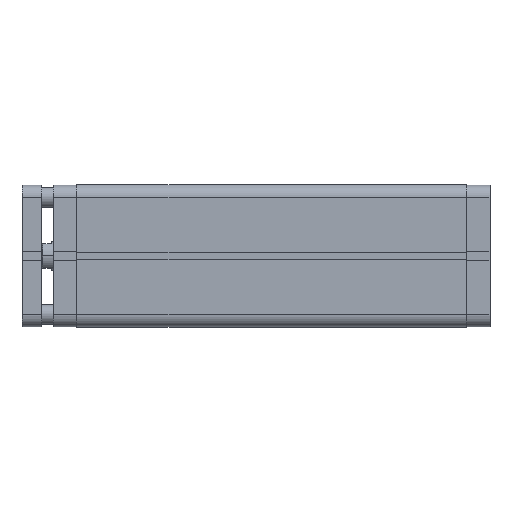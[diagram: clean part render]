
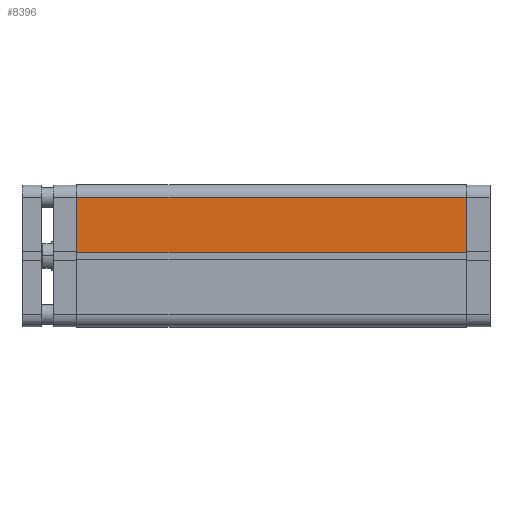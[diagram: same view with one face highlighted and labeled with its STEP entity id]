
A CAD part, top view. The second image highlights one B-rep face of the part: STEP entity #8396.
In plain terms, the highlighted face is planar.
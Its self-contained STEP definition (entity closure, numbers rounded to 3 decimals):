
#196 = VERTEX_POINT ( 'NONE', #6100 ) ;
#227 = VERTEX_POINT ( 'NONE', #6132 ) ;
#228 = VERTEX_POINT ( 'NONE', #6133 ) ;
#230 = VERTEX_POINT ( 'NONE', #6135 ) ;
#1404 = CARTESIAN_POINT ( 'NONE',  ( -41., 50., 273.5 ) ) ;
#1405 = PLANE ( 'NONE',  #5629 ) ;
#1407 = DIRECTION ( 'NONE',  ( 0., -1., 0. ) ) ;
#1408 = DIRECTION ( 'NONE',  ( 1., 0., 0. ) ) ;
#3154 = ORIENTED_EDGE ( 'NONE', *, *, #4775, .T. ) ;
#3155 = ORIENTED_EDGE ( 'NONE', *, *, #4630, .F. ) ;
#3156 = ORIENTED_EDGE ( 'NONE', *, *, #4724, .F. ) ;
#3157 = ORIENTED_EDGE ( 'NONE', *, *, #4646, .T. ) ;
#3964 = LINE ( 'NONE', #6709, #3965 ) ;
#3965 = VECTOR ( 'NONE', #6710, 1000. ) ;
#3972 = VECTOR ( 'NONE', #6745, 1000. ) ;
#3980 = LINE ( 'NONE', #6737, #3972 ) ;
#4045 = LINE ( 'NONE', #6825, #4046 ) ;
#4046 = VECTOR ( 'NONE', #6826, 1000. ) ;
#4234 = EDGE_LOOP ( 'NONE', ( #3157, #3156, #3155, #3154 ) ) ;
#4630 = EDGE_CURVE ( 'NONE', #227, #196, #3964, .T. ) ;
#4646 = EDGE_CURVE ( 'NONE', #230, #228, #3980, .T. ) ;
#4724 = EDGE_CURVE ( 'NONE', #196, #228, #4045, .T. ) ;
#4775 = EDGE_CURVE ( 'NONE', #227, #230, #7265, .T. ) ;
#5629 = AXIS2_PLACEMENT_3D ( 'NONE', #1404, #1407, #1408 ) ;
#6100 = CARTESIAN_POINT ( 'NONE',  ( -41., 50., 273.5 ) ) ;
#6132 = CARTESIAN_POINT ( 'NONE',  ( -2.6, 50., 273.5 ) ) ;
#6133 = CARTESIAN_POINT ( 'NONE',  ( -41., 50., 0. ) ) ;
#6135 = CARTESIAN_POINT ( 'NONE',  ( -2.6, 50., 0. ) ) ;
#6709 = CARTESIAN_POINT ( 'NONE',  ( -41., 50., 273.5 ) ) ;
#6710 = DIRECTION ( 'NONE',  ( -1., 0., 0. ) ) ;
#6737 = CARTESIAN_POINT ( 'NONE',  ( -41., 50., 0. ) ) ;
#6745 = DIRECTION ( 'NONE',  ( -1., 0., 0. ) ) ;
#6825 = CARTESIAN_POINT ( 'NONE',  ( -41., 50., 273.5 ) ) ;
#6826 = DIRECTION ( 'NONE',  ( 0., 0., -1. ) ) ;
#6884 = CARTESIAN_POINT ( 'NONE',  ( -2.6, 50., 273.5 ) ) ;
#6885 = DIRECTION ( 'NONE',  ( 0., 0., -1. ) ) ;
#7265 = LINE ( 'NONE', #6884, #7266 ) ;
#7266 = VECTOR ( 'NONE', #6885, 1000. ) ;
#8116 = FACE_OUTER_BOUND ( 'NONE', #4234, .T. ) ;
#8396 = ADVANCED_FACE ( 'NONE', ( #8116 ), #1405, .F. ) ;
